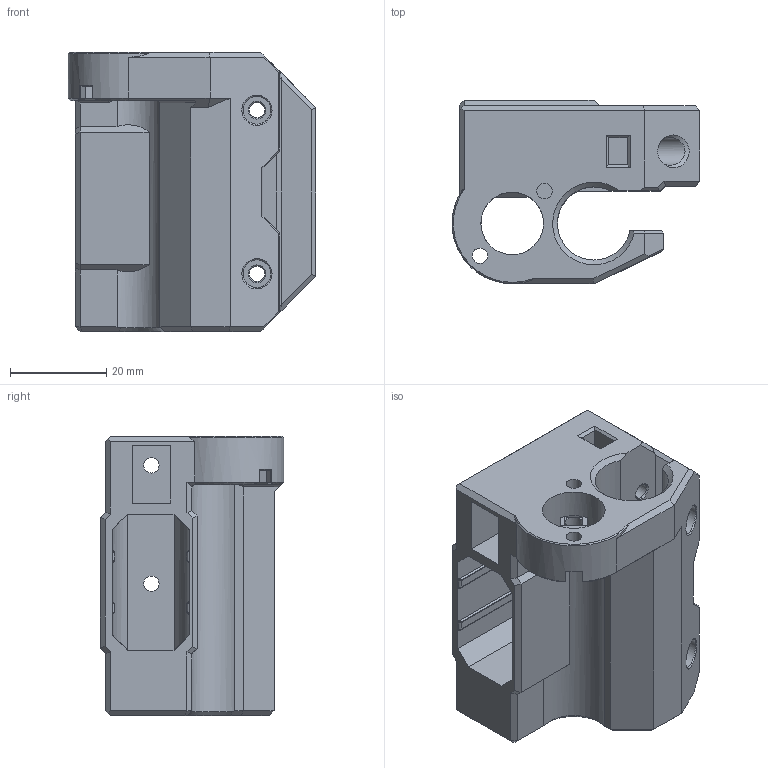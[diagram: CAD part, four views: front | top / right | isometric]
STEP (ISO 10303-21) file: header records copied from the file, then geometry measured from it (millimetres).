
FILE_DESCRIPTION(/* description */ ('STEP AP242','CAx-IF Rec.Pracs.---Representation and Presentation of Product Manufacturing Information (PMI)---4.0---2014-10-13','CAx-IF Rec.Pracs.---3D Tessellated Geometry---0.4---2014-09-14','2;1'),/* implementation_level */ '2;1');
FILE_NAME(/* name */ '62ddc1a277d600571cd38d8a',/* time_stamp */ '2022-07-24T22:03:15+00:00',/* author */ (''),/* organization */ (''),/* preprocessor_version */ 'ST-DEVELOPER v18.102',/* originating_system */ ' ',/* authorisation */ ' ');
FILE_SCHEMA (('AP242_MANAGED_MODEL_BASED_3D_ENGINEERING_MIM_LF { 1 0 10303 442 1 1 4 }'));
Length unit declared in the file: metre
Products named in the file (1): x-end-idler
Bounding box: 51.5 x 38.11 x 58 mm (x, y, z)
Volume: 44462.5 mm3; surface area: 18815.4 mm2
Topology: 1 solids, 1 shells, 324 faces, 864 edges, 555 vertices
Faces by surface type: plane 225, bspline 45, cylinder 32, cone 22
Full cylindrical faces by diameter (mm): 3.2 x9, 3.7 x1, 5.8 x3, 7.2 x1, 13.02 x1
Entity records: 10680 total; most frequent: CARTESIAN_POINT 3053, ORIENTED_EDGE 1636, DIRECTION 1382, EDGE_CURVE 818, LINE 596, VECTOR 596, VERTEX_POINT 540, AXIS2_PLACEMENT_3D 393
